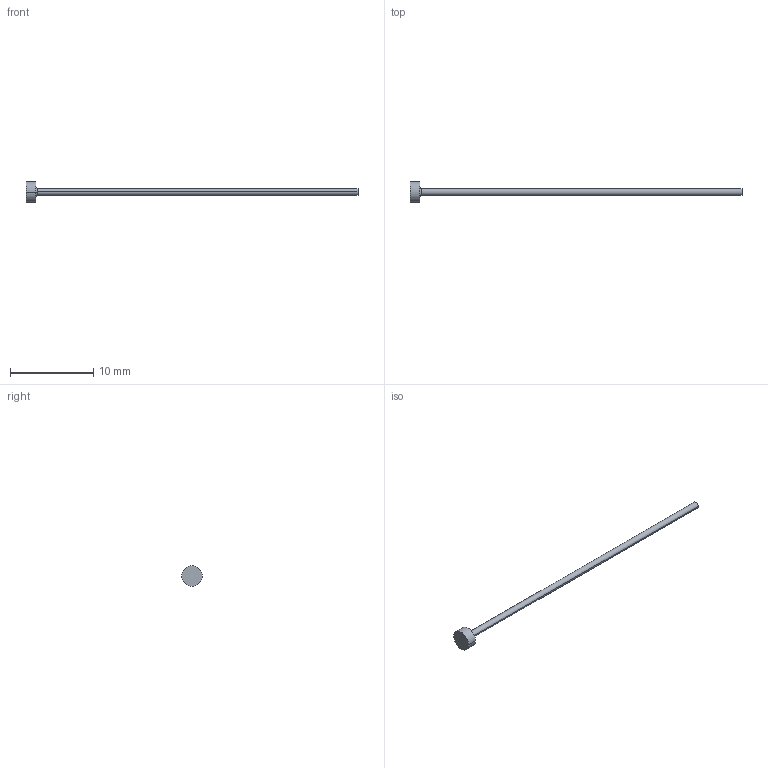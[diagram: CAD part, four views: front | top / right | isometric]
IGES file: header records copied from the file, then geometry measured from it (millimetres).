
Start section:  PTC IGES file: kiha_08x40.igs
Global section: file name: kiha_08x40.igs; native system: Creo Parametric by Parametric Technology Corporation; preprocessor: 2011250; author: tutyi; organization: Unknown; date: 20131108.070530; units: millimetre
Bounding box: 40 x 2.5 x 2.5 mm (x, y, z)
Surface area: 116.6 mm2 (no closed solid volume)
Topology: 0 solids, 0 shells, 9 faces, 32 edges, 32 vertices
Faces by surface type: revolution 6, bspline 3
